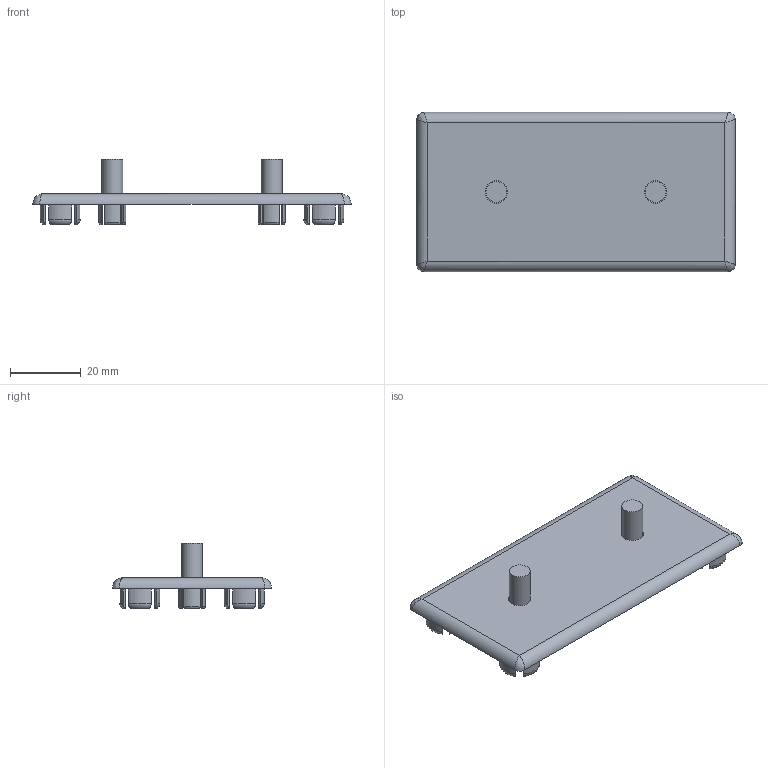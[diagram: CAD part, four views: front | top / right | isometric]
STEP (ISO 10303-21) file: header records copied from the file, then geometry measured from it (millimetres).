
FILE_DESCRIPTION(/* description */ (''),/* implementation_level */ '2;1');
FILE_NAME(/* name */ '60-020-0 v1.step',/* time_stamp */ '2020-08-24T13:10:56-04:00',/* author */ (''),/* organization */ (''),/* preprocessor_version */ 'ST-DEVELOPER v18.1',/* originating_system */ 'Autodesk Translation Framework v9.3.0.1241',/* authorisation */ '');
FILE_SCHEMA (('AUTOMOTIVE_DESIGN { 1 0 10303 214 3 1 1 }'));
Length unit declared in the file: millimetre
Products named in the file (1): 60-020-0
Bounding box: 90 x 45 x 18.5 mm (x, y, z)
Volume: 9195.6 mm3; surface area: 11163.6 mm2
Topology: 1 solids, 1 shells, 151 faces, 354 edges, 232 vertices
Faces by surface type: cylinder 62, plane 61, torus 24, bspline 4
Full cylindrical faces by diameter (mm): 5.88 x2, 6.325 x2, 10 x2
Entity records: 4736 total; most frequent: CARTESIAN_POINT 1218, DIRECTION 726, ORIENTED_EDGE 700, EDGE_CURVE 350, AXIS2_PLACEMENT_3D 276, VERTEX_POINT 232, EDGE_LOOP 182, LINE 174
